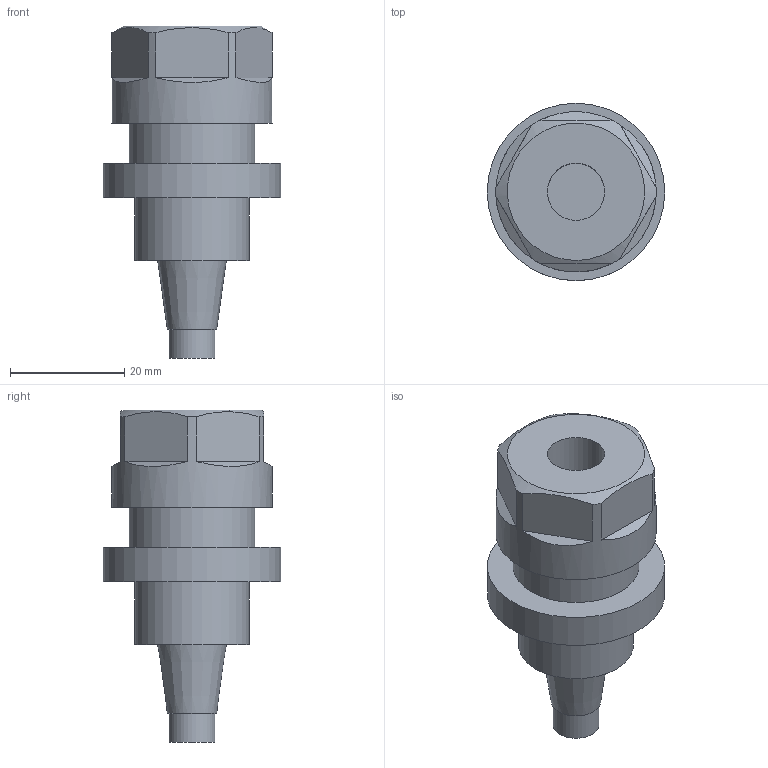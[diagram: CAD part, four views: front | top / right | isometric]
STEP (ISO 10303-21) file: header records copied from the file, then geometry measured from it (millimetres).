
FILE_DESCRIPTION(/* description */ (''),/* implementation_level */ '2;1');
FILE_NAME(/* name */ '836622_stp.stp',/* time_stamp */ '2017-05-08T07:57:45+02:00',/* author */ (''),/* organization */ (''),/* preprocessor_version */ 'ST-DEVELOPER v15',/* originating_system */ 'SIEMENS PLM Software NX 9.0',/* authorisation */ '');
FILE_SCHEMA (('AUTOMOTIVE_DESIGN { 1 0 10303 214 3 1 1 1 }'));
Length unit declared in the file: millimetre
Products named in the file (1): reic18D0476Dmbgj
Bounding box: 31 x 31 x 58 mm (x, y, z)
Volume: 18563.1 mm3; surface area: 6822.6 mm2
Topology: 1 solids, 1 shells, 29 faces, 66 edges, 45 vertices
Faces by surface type: plane 20, cylinder 6, cone 2, torus 1
Full cylindrical faces by diameter (mm): 8 x1, 10 x1, 20 x1, 22 x1, 28 x1, 31 x1
Entity records: 782 total; most frequent: CARTESIAN_POINT 150, DIRECTION 132, ORIENTED_EDGE 102, AXIS2_PLACEMENT_3D 57, EDGE_CURVE 51, EDGE_LOOP 44, VERTEX_POINT 39, FACE_BOUND 30
